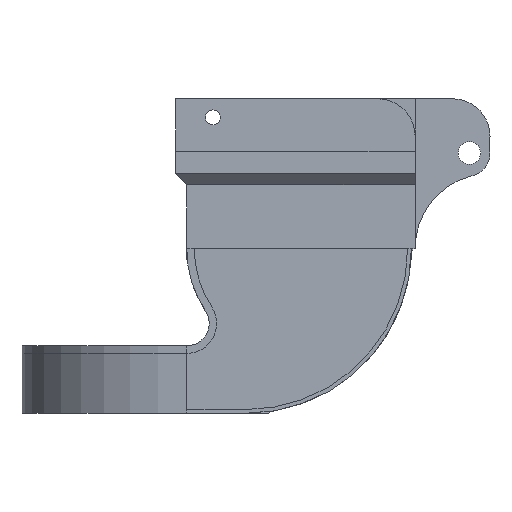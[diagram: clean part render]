
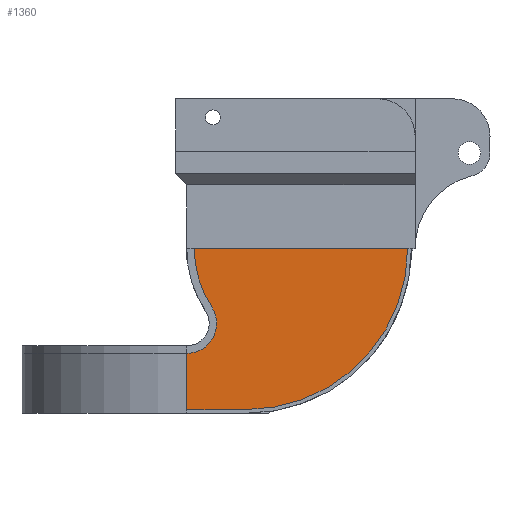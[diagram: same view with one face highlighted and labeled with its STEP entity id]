
A CAD part, left-side view. The second image highlights one B-rep face of the part: STEP entity #1360.
In plain terms, the highlighted planar face has unit normal (-1, 0, 0).
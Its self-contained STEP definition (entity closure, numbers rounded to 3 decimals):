
#44 = PLANE('',#45);
#45 = AXIS2_PLACEMENT_3D('',#46,#47,#48);
#46 = CARTESIAN_POINT('',(-9.5,15.,0.));
#47 = DIRECTION('',(-1.,-0.,-0.));
#48 = DIRECTION('',(0.,-1.,0.));
#351 = VERTEX_POINT('',#352);
#352 = CARTESIAN_POINT('',(-9.5,14.,-10.));
#366 = PLANE('',#367);
#367 = AXIS2_PLACEMENT_3D('',#368,#369,#370);
#368 = CARTESIAN_POINT('',(-9.5,15.,-10.));
#369 = DIRECTION('',(-1.,-0.,-0.));
#370 = DIRECTION('',(0.,-1.,0.));
#378 = EDGE_CURVE('',#351,#379,#381,.T.);
#379 = VERTEX_POINT('',#380);
#380 = CARTESIAN_POINT('',(-9.5,-14.5,-10.));
#381 = SURFACE_CURVE('',#382,(#386,#393),.PCURVE_S1.);
#382 = LINE('',#383,#384);
#383 = CARTESIAN_POINT('',(-9.5,15.,-10.));
#384 = VECTOR('',#385,1.);
#385 = DIRECTION('',(0.,-1.,0.));
#386 = PCURVE('',#44,#387);
#387 = DEFINITIONAL_REPRESENTATION('',(#388),#392);
#388 = LINE('',#389,#390);
#389 = CARTESIAN_POINT('',(0.,-10.));
#390 = VECTOR('',#391,1.);
#391 = DIRECTION('',(1.,0.));
#392 = ( GEOMETRIC_REPRESENTATION_CONTEXT(2) 
PARAMETRIC_REPRESENTATION_CONTEXT() REPRESENTATION_CONTEXT('2D SPACE',''
  ) );
#393 = PCURVE('',#394,#399);
#394 = PLANE('',#395);
#395 = AXIS2_PLACEMENT_3D('',#396,#397,#398);
#396 = CARTESIAN_POINT('',(-9.5,15.,-10.));
#397 = DIRECTION('',(-1.,-0.,-0.));
#398 = DIRECTION('',(0.,-1.,0.));
#399 = DEFINITIONAL_REPRESENTATION('',(#400),#404);
#400 = LINE('',#401,#402);
#401 = CARTESIAN_POINT('',(0.,0.));
#402 = VECTOR('',#403,1.);
#403 = DIRECTION('',(1.,0.));
#404 = ( GEOMETRIC_REPRESENTATION_CONTEXT(2) 
PARAMETRIC_REPRESENTATION_CONTEXT() REPRESENTATION_CONTEXT('2D SPACE',''
  ) );
#422 = PLANE('',#423);
#423 = AXIS2_PLACEMENT_3D('',#424,#425,#426);
#424 = CARTESIAN_POINT('',(-9.5,15.,-10.));
#425 = DIRECTION('',(-1.,-0.,-0.));
#426 = DIRECTION('',(0.,-1.,0.));
#1234 = EDGE_CURVE('',#351,#1235,#1237,.T.);
#1235 = VERTEX_POINT('',#1236);
#1236 = CARTESIAN_POINT('',(-9.5,11.661,-17.798));
#1237 = SURFACE_CURVE('',#1238,(#1243,#1250),.PCURVE_S1.);
#1238 = CIRCLE('',#1239,14.167);
#1239 = AXIS2_PLACEMENT_3D('',#1240,#1241,#1242);
#1240 = CARTESIAN_POINT('',(-9.5,-0.167,-10.));
#1241 = DIRECTION('',(-1.,0.,0.));
#1242 = DIRECTION('',(0.,-1.,0.));
#1243 = PCURVE('',#366,#1244);
#1244 = DEFINITIONAL_REPRESENTATION('',(#1245),#1249);
#1245 = CIRCLE('',#1246,14.167);
#1246 = AXIS2_PLACEMENT_2D('',#1247,#1248);
#1247 = CARTESIAN_POINT('',(15.167,0.));
#1248 = DIRECTION('',(1.,0.));
#1249 = ( GEOMETRIC_REPRESENTATION_CONTEXT(2) 
PARAMETRIC_REPRESENTATION_CONTEXT() REPRESENTATION_CONTEXT('2D SPACE',''
  ) );
#1250 = PCURVE('',#394,#1251);
#1251 = DEFINITIONAL_REPRESENTATION('',(#1252),#1256);
#1252 = CIRCLE('',#1253,14.167);
#1253 = AXIS2_PLACEMENT_2D('',#1254,#1255);
#1254 = CARTESIAN_POINT('',(15.167,0.));
#1255 = DIRECTION('',(1.,0.));
#1256 = ( GEOMETRIC_REPRESENTATION_CONTEXT(2) 
PARAMETRIC_REPRESENTATION_CONTEXT() REPRESENTATION_CONTEXT('2D SPACE',''
  ) );
#1313 = VERTEX_POINT('',#1314);
#1314 = CARTESIAN_POINT('',(-9.5,15.,-24.));
#1339 = EDGE_CURVE('',#1313,#1235,#1340,.T.);
#1340 = SURFACE_CURVE('',#1341,(#1346,#1353),.PCURVE_S1.);
#1341 = CIRCLE('',#1342,4.);
#1342 = AXIS2_PLACEMENT_3D('',#1343,#1344,#1345);
#1343 = CARTESIAN_POINT('',(-9.5,15.,-20.));
#1344 = DIRECTION('',(-1.,0.,0.));
#1345 = DIRECTION('',(0.,-1.,0.));
#1346 = PCURVE('',#366,#1347);
#1347 = DEFINITIONAL_REPRESENTATION('',(#1348),#1352);
#1348 = CIRCLE('',#1349,4.);
#1349 = AXIS2_PLACEMENT_2D('',#1350,#1351);
#1350 = CARTESIAN_POINT('',(0.,-10.));
#1351 = DIRECTION('',(1.,0.));
#1352 = ( GEOMETRIC_REPRESENTATION_CONTEXT(2) 
PARAMETRIC_REPRESENTATION_CONTEXT() REPRESENTATION_CONTEXT('2D SPACE',''
  ) );
#1353 = PCURVE('',#394,#1354);
#1354 = DEFINITIONAL_REPRESENTATION('',(#1355),#1359);
#1355 = CIRCLE('',#1356,4.);
#1356 = AXIS2_PLACEMENT_2D('',#1357,#1358);
#1357 = CARTESIAN_POINT('',(0.,-10.));
#1358 = DIRECTION('',(1.,0.));
#1359 = ( GEOMETRIC_REPRESENTATION_CONTEXT(2) 
PARAMETRIC_REPRESENTATION_CONTEXT() REPRESENTATION_CONTEXT('2D SPACE',''
  ) );
#1360 = ADVANCED_FACE('',(#1361),#394,.T.);
#1361 = FACE_BOUND('',#1362,.T.);
#1362 = EDGE_LOOP('',(#1363,#1387,#1388,#1389,#1390,#1417));
#1363 = ORIENTED_EDGE('',*,*,#1364,.T.);
#1364 = EDGE_CURVE('',#1365,#379,#1367,.T.);
#1365 = VERTEX_POINT('',#1366);
#1366 = CARTESIAN_POINT('',(-9.5,7.,-31.5));
#1367 = SURFACE_CURVE('',#1368,(#1373,#1380),.PCURVE_S1.);
#1368 = CIRCLE('',#1369,21.5);
#1369 = AXIS2_PLACEMENT_3D('',#1370,#1371,#1372);
#1370 = CARTESIAN_POINT('',(-9.5,7.,-10.));
#1371 = DIRECTION('',(-1.,0.,0.));
#1372 = DIRECTION('',(0.,-1.,0.));
#1373 = PCURVE('',#394,#1374);
#1374 = DEFINITIONAL_REPRESENTATION('',(#1375),#1379);
#1375 = CIRCLE('',#1376,21.5);
#1376 = AXIS2_PLACEMENT_2D('',#1377,#1378);
#1377 = CARTESIAN_POINT('',(8.,0.));
#1378 = DIRECTION('',(1.,0.));
#1379 = ( GEOMETRIC_REPRESENTATION_CONTEXT(2) 
PARAMETRIC_REPRESENTATION_CONTEXT() REPRESENTATION_CONTEXT('2D SPACE',''
  ) );
#1380 = PCURVE('',#422,#1381);
#1381 = DEFINITIONAL_REPRESENTATION('',(#1382),#1386);
#1382 = CIRCLE('',#1383,21.5);
#1383 = AXIS2_PLACEMENT_2D('',#1384,#1385);
#1384 = CARTESIAN_POINT('',(8.,0.));
#1385 = DIRECTION('',(1.,0.));
#1386 = ( GEOMETRIC_REPRESENTATION_CONTEXT(2) 
PARAMETRIC_REPRESENTATION_CONTEXT() REPRESENTATION_CONTEXT('2D SPACE',''
  ) );
#1387 = ORIENTED_EDGE('',*,*,#378,.F.);
#1388 = ORIENTED_EDGE('',*,*,#1234,.T.);
#1389 = ORIENTED_EDGE('',*,*,#1339,.F.);
#1390 = ORIENTED_EDGE('',*,*,#1391,.T.);
#1391 = EDGE_CURVE('',#1313,#1392,#1394,.T.);
#1392 = VERTEX_POINT('',#1393);
#1393 = CARTESIAN_POINT('',(-9.5,15.,-31.5));
#1394 = SURFACE_CURVE('',#1395,(#1399,#1406),.PCURVE_S1.);
#1395 = LINE('',#1396,#1397);
#1396 = CARTESIAN_POINT('',(-9.5,15.,-10.));
#1397 = VECTOR('',#1398,1.);
#1398 = DIRECTION('',(0.,0.,-1.));
#1399 = PCURVE('',#394,#1400);
#1400 = DEFINITIONAL_REPRESENTATION('',(#1401),#1405);
#1401 = LINE('',#1402,#1403);
#1402 = CARTESIAN_POINT('',(0.,0.));
#1403 = VECTOR('',#1404,1.);
#1404 = DIRECTION('',(0.,-1.));
#1405 = ( GEOMETRIC_REPRESENTATION_CONTEXT(2) 
PARAMETRIC_REPRESENTATION_CONTEXT() REPRESENTATION_CONTEXT('2D SPACE',''
  ) );
#1406 = PCURVE('',#1407,#1412);
#1407 = CYLINDRICAL_SURFACE('',#1408,22.);
#1408 = AXIS2_PLACEMENT_3D('',#1409,#1410,#1411);
#1409 = CARTESIAN_POINT('',(12.5,15.,-32.));
#1410 = DIRECTION('',(0.,0.,-1.));
#1411 = DIRECTION('',(1.,0.,0.));
#1412 = DEFINITIONAL_REPRESENTATION('',(#1413),#1416);
#1413 = B_SPLINE_CURVE_WITH_KNOTS('',1,(#1414,#1415),.UNSPECIFIED.,.F.,
  .F.,(2,2),(14.,21.5),.PIECEWISE_BEZIER_KNOTS.);
#1414 = CARTESIAN_POINT('',(3.142,-8.));
#1415 = CARTESIAN_POINT('',(3.142,-0.5));
#1416 = ( GEOMETRIC_REPRESENTATION_CONTEXT(2) 
PARAMETRIC_REPRESENTATION_CONTEXT() REPRESENTATION_CONTEXT('2D SPACE',''
  ) );
#1417 = ORIENTED_EDGE('',*,*,#1418,.F.);
#1418 = EDGE_CURVE('',#1365,#1392,#1419,.T.);
#1419 = SURFACE_CURVE('',#1420,(#1424,#1431),.PCURVE_S1.);
#1420 = LINE('',#1421,#1422);
#1421 = CARTESIAN_POINT('',(-9.5,7.,-31.5));
#1422 = VECTOR('',#1423,1.);
#1423 = DIRECTION('',(0.,1.,0.));
#1424 = PCURVE('',#394,#1425);
#1425 = DEFINITIONAL_REPRESENTATION('',(#1426),#1430);
#1426 = LINE('',#1427,#1428);
#1427 = CARTESIAN_POINT('',(8.,-21.5));
#1428 = VECTOR('',#1429,1.);
#1429 = DIRECTION('',(-1.,0.));
#1430 = ( GEOMETRIC_REPRESENTATION_CONTEXT(2) 
PARAMETRIC_REPRESENTATION_CONTEXT() REPRESENTATION_CONTEXT('2D SPACE',''
  ) );
#1431 = PCURVE('',#422,#1432);
#1432 = DEFINITIONAL_REPRESENTATION('',(#1433),#1437);
#1433 = LINE('',#1434,#1435);
#1434 = CARTESIAN_POINT('',(8.,-21.5));
#1435 = VECTOR('',#1436,1.);
#1436 = DIRECTION('',(-1.,0.));
#1437 = ( GEOMETRIC_REPRESENTATION_CONTEXT(2) 
PARAMETRIC_REPRESENTATION_CONTEXT() REPRESENTATION_CONTEXT('2D SPACE',''
  ) );
